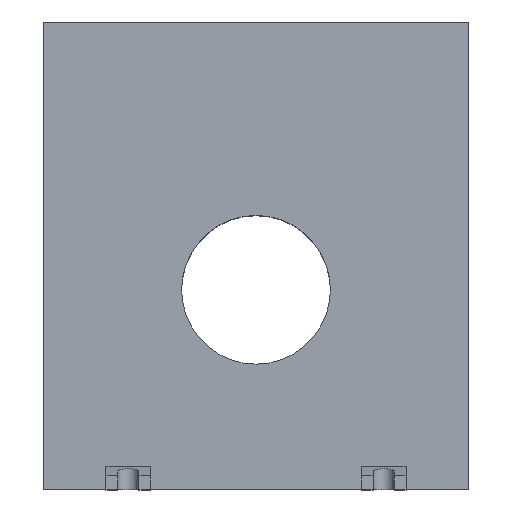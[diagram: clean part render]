
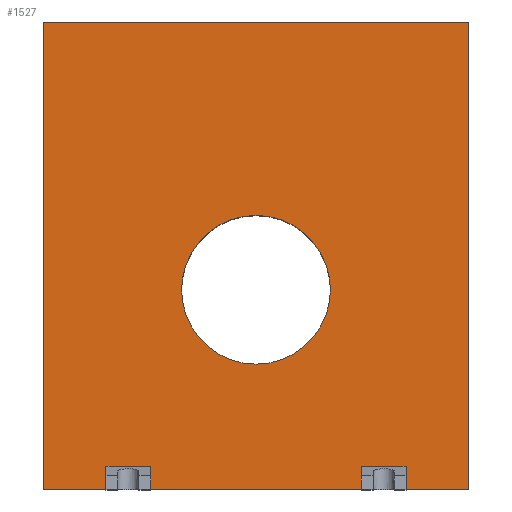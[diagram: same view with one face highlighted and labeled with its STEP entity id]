
A CAD part, top view. The second image highlights one B-rep face of the part: STEP entity #1527.
In plain terms, the highlighted planar face has unit normal (0, 0, 1).
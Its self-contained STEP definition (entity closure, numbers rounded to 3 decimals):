
#1308=CARTESIAN_POINT('',(0.0,29.5,25.0));
#1309=VERTEX_POINT('',#1308);
#1318=CARTESIAN_POINT('',(0.,64.5,25.0));
#1319=VERTEX_POINT('',#1318);
#1320=CARTESIAN_POINT('',(0.0,47.0,25.0));
#1321=DIRECTION('',(0.0,0.0,1.0));
#1322=DIRECTION('',(0.0,-1.0,0.0));
#1323=AXIS2_PLACEMENT_3D('',#1320,#1321,#1322);
#1324=CIRCLE('',#1323,17.5);
#1325=EDGE_CURVE('',#1309,#1319,#1324,.T.);
#1368=CARTESIAN_POINT('',(-17.5,47.0,25.0));
#1369=VERTEX_POINT('',#1368);
#1370=CARTESIAN_POINT('',(0.0,47.0,25.0));
#1371=DIRECTION('',(0.0,0.0,1.0));
#1372=DIRECTION('',(0.0,-1.0,0.0));
#1373=AXIS2_PLACEMENT_3D('',#1370,#1371,#1372);
#1374=CIRCLE('',#1373,17.5);
#1375=EDGE_CURVE('',#1319,#1369,#1374,.T.);
#1377=CARTESIAN_POINT('',(0.0,47.0,25.0));
#1378=DIRECTION('',(0.0,0.0,1.0));
#1379=DIRECTION('',(0.0,-1.0,0.0));
#1380=AXIS2_PLACEMENT_3D('',#1377,#1378,#1379);
#1381=CIRCLE('',#1380,17.5);
#1382=EDGE_CURVE('',#1369,#1309,#1381,.T.);
#1392=CARTESIAN_POINT('',(-50.0,110.0,25.0));
#1393=VERTEX_POINT('',#1392);
#1394=CARTESIAN_POINT('',(50.0,110.0,25.0));
#1395=VERTEX_POINT('',#1394);
#1396=CARTESIAN_POINT('',(-50.0,110.0,25.0));
#1397=DIRECTION('',(1.0,0.0,0.0));
#1398=VECTOR('',#1397,100.0);
#1399=LINE('',#1396,#1398);
#1400=EDGE_CURVE('',#1393,#1395,#1399,.T.);
#1432=CARTESIAN_POINT('',(50.0,0.0,25.0));
#1433=VERTEX_POINT('',#1432);
#1434=CARTESIAN_POINT('',(50.0,110.0,25.0));
#1435=DIRECTION('',(0.0,-1.0,0.0));
#1436=VECTOR('',#1435,110.0);
#1437=LINE('',#1434,#1436);
#1438=EDGE_CURVE('',#1395,#1433,#1437,.T.);
#1463=CARTESIAN_POINT('',(-50.0,0.0,25.0));
#1464=VERTEX_POINT('',#1463);
#1465=CARTESIAN_POINT('',(50.0,0.0,25.0));
#1466=DIRECTION('',(-1.0,0.0,0.0));
#1467=VECTOR('',#1466,100.0);
#1468=LINE('',#1465,#1467);
#1469=EDGE_CURVE('',#1433,#1464,#1468,.T.);
#1494=CARTESIAN_POINT('',(-50.0,0.0,25.0));
#1495=DIRECTION('',(0.0,1.0,0.0));
#1496=VECTOR('',#1495,110.0);
#1497=LINE('',#1494,#1496);
#1498=EDGE_CURVE('',#1464,#1393,#1497,.T.);
#1511=CARTESIAN_POINT('',(0.0,55.0,25.0));
#1512=DIRECTION('',(0.0,0.0,1.0));
#1513=DIRECTION('',(1.0,0.0,0.0));
#1514=AXIS2_PLACEMENT_3D('',#1511,#1512,#1513);
#1515=PLANE('',#1514);
#1516=ORIENTED_EDGE('',*,*,#1400,.F.);
#1517=ORIENTED_EDGE('',*,*,#1498,.F.);
#1518=ORIENTED_EDGE('',*,*,#1469,.F.);
#1519=ORIENTED_EDGE('',*,*,#1438,.F.);
#1520=EDGE_LOOP('',(#1516,#1517,#1518,#1519));
#1521=FACE_OUTER_BOUND('',#1520,.T.);
#1522=ORIENTED_EDGE('',*,*,#1382,.F.);
#1523=ORIENTED_EDGE('',*,*,#1375,.F.);
#1524=ORIENTED_EDGE('',*,*,#1325,.F.);
#1525=EDGE_LOOP('',(#1522,#1523,#1524));
#1526=FACE_BOUND('',#1525,.T.);
#1527=ADVANCED_FACE('',(#1521,#1526),#1515,.T.);
